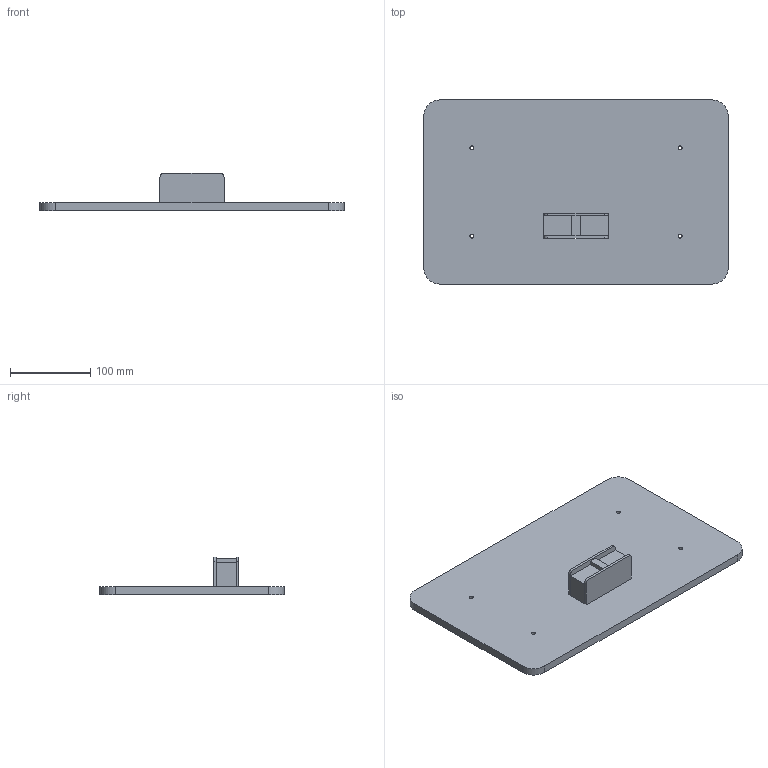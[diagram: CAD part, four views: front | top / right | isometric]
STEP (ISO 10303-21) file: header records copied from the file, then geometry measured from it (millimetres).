
FILE_DESCRIPTION(('STEP AP203'),'1');
FILE_NAME('01_C_plaque_fixe.step','2022-02-17T14:15:47',(' '),(' '),'Spatial InterOp 3D',' ',' ');
FILE_SCHEMA(('CONFIG_CONTROL_DESIGN'));
Length unit declared in the file: millimetre
Products named in the file (1): 1
Bounding box: 380 x 230 x 47 mm (x, y, z)
Volume: 948393.8 mm3; surface area: 216395.9 mm2
Topology: 5 solids, 5 shells, 50 faces, 124 edges, 84 vertices
Faces by surface type: plane 38, cylinder 12
Full cylindrical faces by diameter (mm): 5 x4
Entity records: 1512 total; most frequent: CARTESIAN_POINT 251, DIRECTION 250, ORIENTED_EDGE 232, EDGE_CURVE 116, LINE 92, VECTOR 92, VERTEX_POINT 80, AXIS2_PLACEMENT_3D 79
